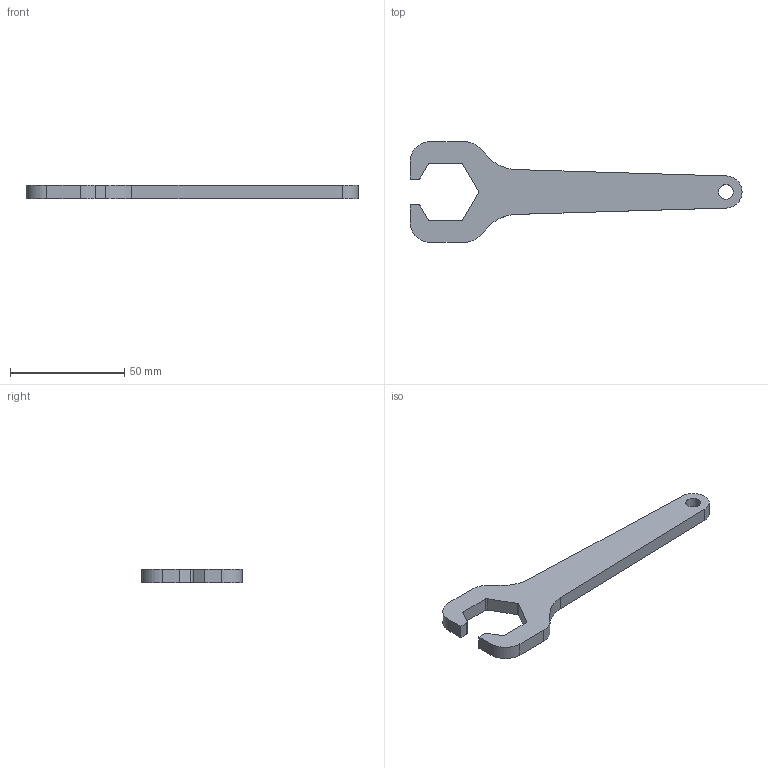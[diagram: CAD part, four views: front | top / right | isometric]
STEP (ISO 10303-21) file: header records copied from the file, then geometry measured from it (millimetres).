
FILE_DESCRIPTION(/* description */ ('Unknown'),/* implementation_level */ '2;1');
FILE_NAME(/* name */ '711216010',/* time_stamp */ '2019-05-03T11:50:45+02:00',/* author */ ('Unknown'),/* organization */ ('Unknown'),/* preprocessor_version */ 'ST-DEVELOPER v16.7',/* originating_system */ 'DEX',/* authorisation */ $);
FILE_SCHEMA (('AUTOMOTIVE_DESIGN {1 0 10303 214 3 1 1}'));
Length unit declared in the file: millimetre
Products named in the file (1): 0011259
Bounding box: 145 x 44 x 6 mm (x, y, z)
Volume: 16238.5 mm3; surface area: 8013.6 mm2
Topology: 1 solids, 1 shells, 33 faces, 93 edges, 62 vertices
Faces by surface type: plane 18, cylinder 15
Full cylindrical faces by diameter (mm): 6.5 x1
Entity records: 1106 total; most frequent: DIRECTION 190, CARTESIAN_POINT 188, ORIENTED_EDGE 184, EDGE_CURVE 92, AXIS2_PLACEMENT_3D 64, VERTEX_POINT 62, LINE 62, VECTOR 62
